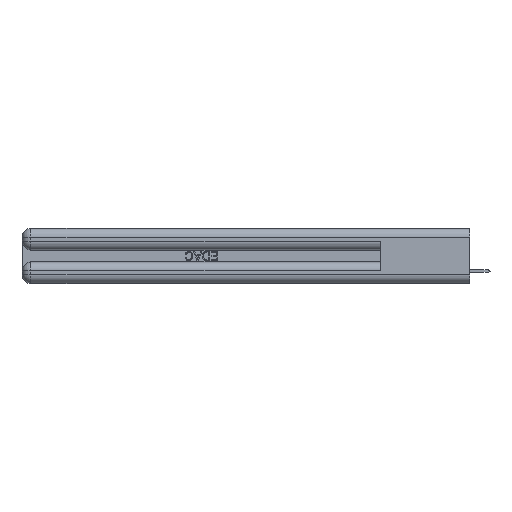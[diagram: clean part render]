
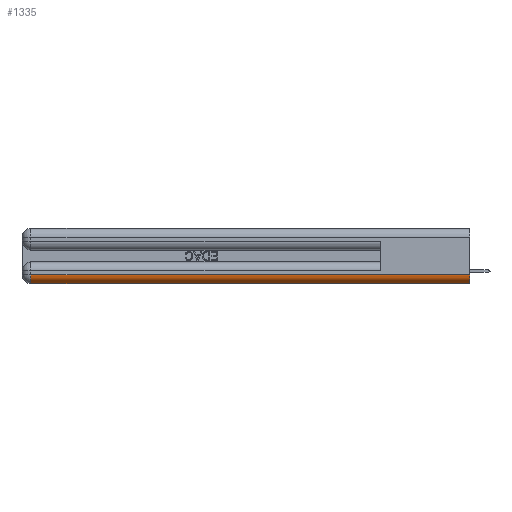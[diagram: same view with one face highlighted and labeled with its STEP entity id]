
A CAD part, left-side view. The second image highlights one B-rep face of the part: STEP entity #1335.
In plain terms, the highlighted cylindrical face has radius 1.524 mm (diameter 3.048 mm), a partial arc.
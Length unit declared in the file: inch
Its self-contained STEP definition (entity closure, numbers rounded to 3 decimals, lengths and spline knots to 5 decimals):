
#670 = DIRECTION ( 'NONE',  ( 0., -1., 0. ) ) ;
#962 = ORIENTED_EDGE ( 'NONE', *, *, #4032, .F. ) ;
#1335 = ADVANCED_FACE ( 'NONE', ( #29445 ), #33561, .T. ) ;
#3109 = CARTESIAN_POINT ( 'NONE',  ( 0.06, 2.94, 0.06 ) ) ;
#4032 = EDGE_CURVE ( 'NONE', #15794, #46010, #42788, .T. ) ;
#4780 = ORIENTED_EDGE ( 'NONE', *, *, #18925, .F. ) ;
#6097 = DIRECTION ( 'NONE',  ( 0., -1., 0. ) ) ;
#6261 = DIRECTION ( 'NONE',  ( 0., 1., 0. ) ) ;
#7220 = DIRECTION ( 'NONE',  ( 0., 0., 1. ) ) ;
#7629 = AXIS2_PLACEMENT_3D ( 'NONE', #25550, #10979, #25792 ) ;
#8019 = ORIENTED_EDGE ( 'NONE', *, *, #9067, .F. ) ;
#8572 = VERTEX_POINT ( 'NONE', #33252 ) ;
#9067 = EDGE_CURVE ( 'NONE', #46010, #8572, #45816, .T. ) ;
#10979 = DIRECTION ( 'NONE',  ( 0., 1., 0. ) ) ;
#11447 = CARTESIAN_POINT ( 'NONE',  ( 0.06, 3., 0. ) ) ;
#11546 = DIRECTION ( 'NONE',  ( 0., 0., 1. ) ) ;
#12892 = CARTESIAN_POINT ( 'NONE',  ( 0., 0., 0.06 ) ) ;
#15794 = VERTEX_POINT ( 'NONE', #21572 ) ;
#18925 = EDGE_CURVE ( 'NONE', #8572, #40719, #40148, .T. ) ;
#20162 = EDGE_LOOP ( 'NONE', ( #8019, #962, #42430, #4780 ) ) ;
#21572 = CARTESIAN_POINT ( 'NONE',  ( 0., 2.94, 0.06 ) ) ;
#22732 = CARTESIAN_POINT ( 'NONE',  ( 0.06, 0., 0.06 ) ) ;
#24342 = VECTOR ( 'NONE', #29914, 39.37008 ) ;
#25550 = CARTESIAN_POINT ( 'NONE',  ( 0.06, 0., 0.06 ) ) ;
#25792 = DIRECTION ( 'NONE',  ( 0., 0., 1. ) ) ;
#27827 = CIRCLE ( 'NONE', #38690, 0.06 ) ;
#29445 = FACE_OUTER_BOUND ( 'NONE', #20162, .T. ) ;
#29914 = DIRECTION ( 'NONE',  ( 0., 1., 0. ) ) ;
#30054 = VECTOR ( 'NONE', #6097, 39.37008 ) ;
#30078 = CARTESIAN_POINT ( 'NONE',  ( 0., 0., 0.06 ) ) ;
#33252 = CARTESIAN_POINT ( 'NONE',  ( 0.06, 0., 0. ) ) ;
#33561 = CYLINDRICAL_SURFACE ( 'NONE', #7629, 0.06 ) ;
#38690 = AXIS2_PLACEMENT_3D ( 'NONE', #3109, #6261, #7220 ) ;
#40148 = LINE ( 'NONE', #11447, #24342 ) ;
#40719 = VERTEX_POINT ( 'NONE', #45302 ) ;
#41211 = EDGE_CURVE ( 'NONE', #40719, #15794, #27827, .T. ) ;
#42430 = ORIENTED_EDGE ( 'NONE', *, *, #41211, .F. ) ;
#42788 = LINE ( 'NONE', #12892, #30054 ) ;
#44277 = AXIS2_PLACEMENT_3D ( 'NONE', #22732, #670, #11546 ) ;
#45302 = CARTESIAN_POINT ( 'NONE',  ( 0.06, 2.94, 0. ) ) ;
#45816 = CIRCLE ( 'NONE', #44277, 0.06 ) ;
#46010 = VERTEX_POINT ( 'NONE', #30078 ) ;
